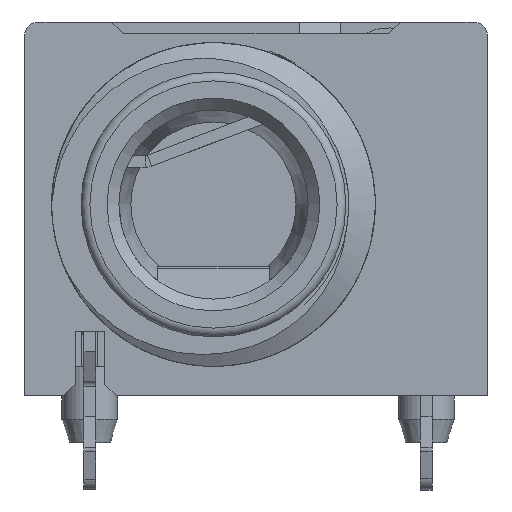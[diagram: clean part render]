
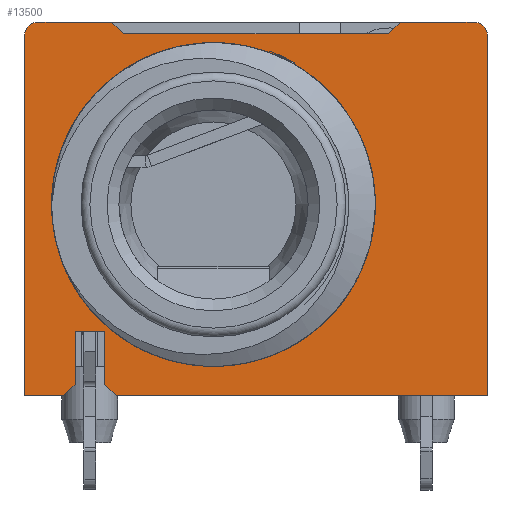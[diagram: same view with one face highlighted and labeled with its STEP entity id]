
A CAD part, front view. The second image highlights one B-rep face of the part: STEP entity #13500.
In plain terms, the highlighted planar face has unit normal (0, -1, 0).
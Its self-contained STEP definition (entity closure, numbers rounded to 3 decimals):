
#13326=CARTESIAN_POINT('',(-3.7,0.0,0.4));
#13327=VERTEX_POINT('',#13326);
#13328=CARTESIAN_POINT('',(-3.7,0.0,2.2));
#13329=VERTEX_POINT('',#13328);
#13330=CARTESIAN_POINT('',(-3.7,0.0,0.4));
#13331=DIRECTION('',(0.0,-0.0,1.0));
#13332=VECTOR('',#13331,1.0);
#13333=LINE('',#13330,#13332);
#13334=EDGE_CURVE('n� 76',#13327,#13329,#13333,.T.);
#13335=ORIENTED_EDGE('',*,*,#13334,.F.);
#13336=CARTESIAN_POINT('',(-3.3,0.0,0.0));
#13337=VERTEX_POINT('',#13336);
#13338=CARTESIAN_POINT('',(-3.7,0.0,0.4));
#13339=DIRECTION('',(0.707,0.0,-0.707));
#13340=VECTOR('',#13339,1.0);
#13341=LINE('',#13338,#13340);
#13342=EDGE_CURVE('n� 79',#13327,#13337,#13341,.T.);
#13343=ORIENTED_EDGE('',*,*,#13342,.T.);
#13344=CARTESIAN_POINT('',(9.32,0.0,0.0));
#13345=VERTEX_POINT('',#13344);
#13346=CARTESIAN_POINT('',(9.32,0.0,0.0));
#13347=DIRECTION('',(-1.0,0.0,0.0));
#13348=VECTOR('',#13347,1.0);
#13349=LINE('',#13346,#13348);
#13350=EDGE_CURVE('n� 81',#13345,#13337,#13349,.T.);
#13351=ORIENTED_EDGE('',*,*,#13350,.F.);
#13352=CARTESIAN_POINT('',(9.32,-0.0,12.2));
#13353=VERTEX_POINT('',#13352);
#13354=CARTESIAN_POINT('',(9.32,-0.0,12.2));
#13355=DIRECTION('',(-0.0,0.0,-1.0));
#13356=VECTOR('',#13355,1.0);
#13357=LINE('',#13354,#13356);
#13358=EDGE_CURVE('n� 83',#13353,#13345,#13357,.T.);
#13359=ORIENTED_EDGE('',*,*,#13358,.F.);
#13360=CARTESIAN_POINT('',(8.82,-0.0,12.7));
#13361=VERTEX_POINT('',#13360);
#13362=CARTESIAN_POINT('',(8.82,-0.0,12.2));
#13363=DIRECTION('',(0.0,1.0,0.0));
#13364=DIRECTION('',(1.0,0.0,0.0));
#13365=AXIS2_PLACEMENT_3D('',#13362,#13363,#13364);
#13366=CIRCLE('',#13365,0.5);
#13367=EDGE_CURVE('n� 85',#13361,#13353,#13366,.T.);
#13368=ORIENTED_EDGE('',*,*,#13367,.F.);
#13369=CARTESIAN_POINT('',(6.345,-0.0,12.7));
#13370=VERTEX_POINT('',#13369);
#13371=CARTESIAN_POINT('',(6.345,-0.0,12.7));
#13372=DIRECTION('',(1.0,0.0,0.0));
#13373=VECTOR('',#13372,1.0);
#13374=LINE('',#13371,#13373);
#13375=EDGE_CURVE('n� 87',#13370,#13361,#13374,.T.);
#13376=ORIENTED_EDGE('',*,*,#13375,.F.);
#13377=CARTESIAN_POINT('',(5.945,-0.0,12.3));
#13378=VERTEX_POINT('',#13377);
#13379=CARTESIAN_POINT('',(5.945,-0.0,12.3));
#13380=DIRECTION('',(0.707,-0.0,0.707));
#13381=VECTOR('',#13380,1.0);
#13382=LINE('',#13379,#13381);
#13383=EDGE_CURVE('n� 89',#13378,#13370,#13382,.T.);
#13384=ORIENTED_EDGE('',*,*,#13383,.F.);
#13385=CARTESIAN_POINT('',(-3.055,-0.0,12.3));
#13386=VERTEX_POINT('',#13385);
#13387=CARTESIAN_POINT('',(-3.055,-0.0,12.3));
#13388=DIRECTION('',(1.0,-0.0,0.0));
#13389=VECTOR('',#13388,1.0);
#13390=LINE('',#13387,#13389);
#13391=EDGE_CURVE('n� 91',#13386,#13378,#13390,.T.);
#13392=ORIENTED_EDGE('',*,*,#13391,.F.);
#13393=CARTESIAN_POINT('',(-3.455,-0.0,12.7));
#13394=VERTEX_POINT('',#13393);
#13395=CARTESIAN_POINT('',(-3.455,-0.0,12.7));
#13396=DIRECTION('',(0.707,0.0,-0.707));
#13397=VECTOR('',#13396,1.0);
#13398=LINE('',#13395,#13397);
#13399=EDGE_CURVE('n� 93',#13394,#13386,#13398,.T.);
#13400=ORIENTED_EDGE('',*,*,#13399,.F.);
#13401=CARTESIAN_POINT('',(-5.93,-0.0,12.7));
#13402=VERTEX_POINT('',#13401);
#13403=CARTESIAN_POINT('',(-5.93,-0.0,12.7));
#13404=DIRECTION('',(1.0,0.0,-0.0));
#13405=VECTOR('',#13404,1.0);
#13406=LINE('',#13403,#13405);
#13407=EDGE_CURVE('n� 95',#13402,#13394,#13406,.T.);
#13408=ORIENTED_EDGE('',*,*,#13407,.F.);
#13409=CARTESIAN_POINT('',(-6.43,-0.0,12.2));
#13410=VERTEX_POINT('',#13409);
#13411=CARTESIAN_POINT('',(-5.93,-0.0,12.2));
#13412=DIRECTION('',(0.0,1.0,0.0));
#13413=DIRECTION('',(1.0,0.0,0.0));
#13414=AXIS2_PLACEMENT_3D('',#13411,#13412,#13413);
#13415=CIRCLE('',#13414,0.5);
#13416=EDGE_CURVE('n� 97',#13410,#13402,#13415,.T.);
#13417=ORIENTED_EDGE('',*,*,#13416,.F.);
#13418=CARTESIAN_POINT('',(-6.43,0.0,0.0));
#13419=VERTEX_POINT('',#13418);
#13420=CARTESIAN_POINT('',(-6.43,0.0,0.0));
#13421=DIRECTION('',(0.0,-0.0,1.0));
#13422=VECTOR('',#13421,1.0);
#13423=LINE('',#13420,#13422);
#13424=EDGE_CURVE('n� 99',#13419,#13410,#13423,.T.);
#13425=ORIENTED_EDGE('',*,*,#13424,.F.);
#13426=CARTESIAN_POINT('',(-5.1,0.0,0.0));
#13427=VERTEX_POINT('',#13426);
#13428=CARTESIAN_POINT('',(-5.1,0.0,0.0));
#13429=DIRECTION('',(-1.0,0.0,0.0));
#13430=VECTOR('',#13429,1.0);
#13431=LINE('',#13428,#13430);
#13432=EDGE_CURVE('n� 101',#13427,#13419,#13431,.T.);
#13433=ORIENTED_EDGE('',*,*,#13432,.F.);
#13434=CARTESIAN_POINT('',(-4.7,0.0,0.4));
#13435=VERTEX_POINT('',#13434);
#13436=CARTESIAN_POINT('',(-5.1,0.0,0.0));
#13437=DIRECTION('',(0.707,-0.0,0.707));
#13438=VECTOR('',#13437,1.0);
#13439=LINE('',#13436,#13438);
#13440=EDGE_CURVE('n� 103',#13427,#13435,#13439,.T.);
#13441=ORIENTED_EDGE('',*,*,#13440,.T.);
#13442=CARTESIAN_POINT('',(-4.7,0.0,2.2));
#13443=VERTEX_POINT('',#13442);
#13444=CARTESIAN_POINT('',(-4.7,0.0,0.4));
#13445=DIRECTION('',(0.0,-0.0,1.0));
#13446=VECTOR('',#13445,1.0);
#13447=LINE('',#13444,#13446);
#13448=EDGE_CURVE('n� 105',#13435,#13443,#13447,.T.);
#13449=ORIENTED_EDGE('',*,*,#13448,.T.);
#13450=CARTESIAN_POINT('',(-3.7,0.0,2.2));
#13451=DIRECTION('',(-1.0,-0.0,0.0));
#13452=VECTOR('',#13451,1.0);
#13453=LINE('',#13450,#13452);
#13454=EDGE_CURVE('n� 107',#13329,#13443,#13453,.T.);
#13455=ORIENTED_EDGE('',*,*,#13454,.F.);
#13456=EDGE_LOOP('',(
    #13335,#13343,#13351,#13359,#13368,#13376,#13384,#13392,#13400,#13408,
    #13417,#13425,#13433,#13441,#13449,#13455));
#13457=FACE_OUTER_BOUND('',#13456,.T.);
#13458=CARTESIAN_POINT('',(2.743,-0.0,11.267));
#13459=VERTEX_POINT('',#13458);
#13460=CARTESIAN_POINT('',(2.768,-0.0,11.31));
#13461=VERTEX_POINT('',#13460);
#13462=CARTESIAN_POINT('',(2.743,-0.0,11.267));
#13463=DIRECTION('',(0.499,-0.0,0.867));
#13464=VECTOR('',#13463,1.0);
#13465=LINE('',#13462,#13464);
#13466=EDGE_CURVE('n� 109',#13459,#13461,#13465,.T.);
#13467=ORIENTED_EDGE('',*,*,#13466,.F.);
#13468=CARTESIAN_POINT('',(2.594,-0.0,11.35));
#13469=VERTEX_POINT('',#13468);
#13470=CARTESIAN_POINT('',(-0.0,0.0,6.5));
#13471=DIRECTION('',(0.0,-1.0,-0.0));
#13472=DIRECTION('',(-1.0,0.0,0.0));
#13473=AXIS2_PLACEMENT_3D('',#13470,#13471,#13472);
#13474=CIRCLE('',#13473,5.5);
#13475=EDGE_CURVE('n� 112',#13469,#13459,#13474,.T.);
#13476=ORIENTED_EDGE('',*,*,#13475,.F.);
#13477=CARTESIAN_POINT('',(1.898,-0.0,11.715));
#13478=VERTEX_POINT('',#13477);
#13479=CARTESIAN_POINT('',(0.296,-0.0,8.104));
#13480=DIRECTION('',(-0.0,-1.0,-0.0));
#13481=DIRECTION('',(0.919,0.0,-0.394));
#13482=AXIS2_PLACEMENT_3D('',#13479,#13480,#13481);
#13483=ELLIPSE('',#13482,4.747,3.95);
#13484=EDGE_CURVE('n� 114',#13469,#13478,#13483,.T.);
#13485=ORIENTED_EDGE('',*,*,#13484,.T.);
#13486=CARTESIAN_POINT('',(0.612,-0.0,7.961));
#13487=DIRECTION('',(-0.0,1.0,0.0));
#13488=DIRECTION('',(0.922,0.0,-0.387));
#13489=AXIS2_PLACEMENT_3D('',#13486,#13487,#13488);
#13490=ELLIPSE('',#13489,4.764,3.965);
#13491=EDGE_CURVE('n� 116',#13478,#13461,#13490,.T.);
#13492=ORIENTED_EDGE('',*,*,#13491,.T.);
#13493=EDGE_LOOP('',(#13467,#13476,#13485,#13492));
#13494=FACE_BOUND('',#13493,.T.);
#13495=CARTESIAN_POINT('',(-5.93,-0.0,12.2));
#13496=DIRECTION('',(0.0,1.0,0.0));
#13497=DIRECTION('',(0.0,0.0,-1.0));
#13498=AXIS2_PLACEMENT_3D('',#13495,#13496,#13497);
#13499=PLANE('',#13498);
#13500=ADVANCED_FACE('n� 74',(#13457,#13494),#13499,.F.);
